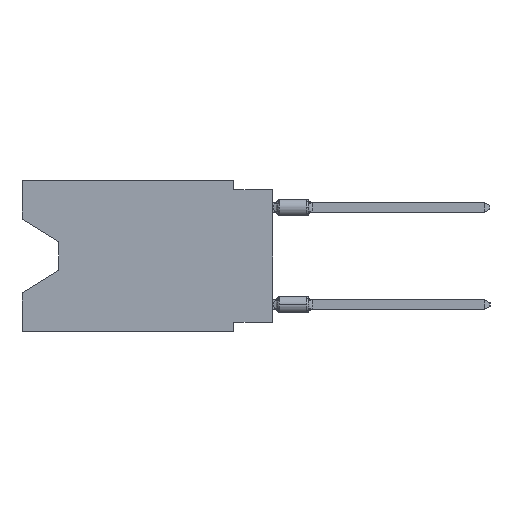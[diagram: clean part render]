
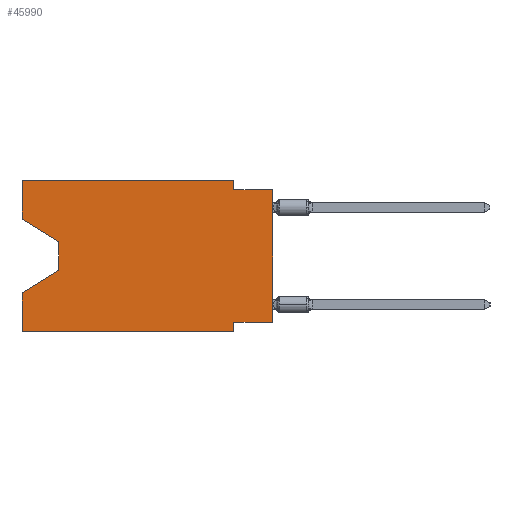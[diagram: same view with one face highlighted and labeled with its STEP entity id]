
A CAD part, left-side view. The second image highlights one B-rep face of the part: STEP entity #45990.
In plain terms, the highlighted planar face has unit normal (-1, 0, 0).
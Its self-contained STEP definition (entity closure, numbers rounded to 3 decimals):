
#443 = VECTOR ( 'NONE', #2437, 1000. ) ;
#913 = CARTESIAN_POINT ( 'NONE',  ( 0., 0., -0.635 ) ) ;
#1995 = CARTESIAN_POINT ( 'NONE',  ( 0., 0., -0.635 ) ) ;
#2243 = EDGE_CURVE ( 'NONE', #50914, #25780, #16136, .T. ) ;
#2437 = DIRECTION ( 'NONE',  ( 0., 0.855, -0.519 ) ) ;
#4443 = ORIENTED_EDGE ( 'NONE', *, *, #22968, .F. ) ;
#4782 = LINE ( 'NONE', #34284, #23807 ) ;
#4795 = VERTEX_POINT ( 'NONE', #44383 ) ;
#5098 = VECTOR ( 'NONE', #17178, 1000. ) ;
#5155 = CARTESIAN_POINT ( 'NONE',  ( 0., 16.383, -2.546 ) ) ;
#7473 = CARTESIAN_POINT ( 'NONE',  ( 0., 2.54, 0. ) ) ;
#8341 = ORIENTED_EDGE ( 'NONE', *, *, #51997, .F. ) ;
#9500 = DIRECTION ( 'NONE',  ( 0., 0., 1. ) ) ;
#10404 = ORIENTED_EDGE ( 'NONE', *, *, #21895, .T. ) ;
#11478 = ORIENTED_EDGE ( 'NONE', *, *, #28840, .T. ) ;
#11919 = DIRECTION ( 'NONE',  ( 0., 0., -1. ) ) ;
#12391 = VECTOR ( 'NONE', #52248, 1000. ) ;
#12482 = CARTESIAN_POINT ( 'NONE',  ( 0., 0., 0. ) ) ;
#12620 = DIRECTION ( 'NONE',  ( 0., 1., 0. ) ) ;
#12891 = PLANE ( 'NONE',  #42159 ) ;
#13191 = VERTEX_POINT ( 'NONE', #43467 ) ;
#13452 = DIRECTION ( 'NONE',  ( 0., -1., 0. ) ) ;
#14147 = VECTOR ( 'NONE', #25537, 1000. ) ;
#14969 = VECTOR ( 'NONE', #12620, 1000. ) ;
#15288 = CARTESIAN_POINT ( 'NONE',  ( 0., 13.97, -4.013 ) ) ;
#16136 = LINE ( 'NONE', #24755, #22721 ) ;
#17178 = DIRECTION ( 'NONE',  ( 0., 0., 1. ) ) ;
#17896 = FACE_OUTER_BOUND ( 'NONE', #26470, .T. ) ;
#18219 = DIRECTION ( 'NONE',  ( 0., -0.855, -0.519 ) ) ;
#18537 = VERTEX_POINT ( 'NONE', #1995 ) ;
#19716 = LINE ( 'NONE', #50056, #50548 ) ;
#20214 = VERTEX_POINT ( 'NONE', #15288 ) ;
#20518 = LINE ( 'NONE', #28595, #31389 ) ;
#20926 = ORIENTED_EDGE ( 'NONE', *, *, #52801, .F. ) ;
#20948 = CARTESIAN_POINT ( 'NONE',  ( 0., 0., -9.271 ) ) ;
#20960 = EDGE_CURVE ( 'NONE', #25645, #18537, #47967, .T. ) ;
#21818 = VECTOR ( 'NONE', #13452, 1000. ) ;
#21895 = EDGE_CURVE ( 'NONE', #13191, #20214, #48568, .T. ) ;
#21964 = ORIENTED_EDGE ( 'NONE', *, *, #44553, .F. ) ;
#22052 = CARTESIAN_POINT ( 'NONE',  ( 0., 16.383, 0. ) ) ;
#22352 = EDGE_CURVE ( 'NONE', #20214, #43620, #39739, .T. ) ;
#22721 = VECTOR ( 'NONE', #41761, 1000. ) ;
#22796 = CARTESIAN_POINT ( 'NONE',  ( 0., 2.54, -9.906 ) ) ;
#22968 = EDGE_CURVE ( 'NONE', #4795, #38118, #36872, .T. ) ;
#23807 = VECTOR ( 'NONE', #9500, 1000. ) ;
#24140 = DIRECTION ( 'NONE',  ( 0., 0., -1. ) ) ;
#24755 = CARTESIAN_POINT ( 'NONE',  ( 0., 16.383, -9.906 ) ) ;
#25003 = CARTESIAN_POINT ( 'NONE',  ( 0., 16.383, -7.36 ) ) ;
#25537 = DIRECTION ( 'NONE',  ( 0., 0., 1. ) ) ;
#25645 = VERTEX_POINT ( 'NONE', #50165 ) ;
#25780 = VERTEX_POINT ( 'NONE', #22796 ) ;
#26394 = CARTESIAN_POINT ( 'NONE',  ( 0., 2.54, -9.271 ) ) ;
#26470 = EDGE_LOOP ( 'NONE', ( #10404, #53694, #36467, #8341, #49433, #20926, #4443, #11478, #49453, #21964, #34691, #50076 ) ) ;
#28595 = CARTESIAN_POINT ( 'NONE',  ( 0., 2.54, 0. ) ) ;
#28840 = EDGE_CURVE ( 'NONE', #4795, #18537, #37832, .T. ) ;
#29870 = DIRECTION ( 'NONE',  ( 0., 0., -1. ) ) ;
#30438 = DIRECTION ( 'NONE',  ( 1., 0., 0. ) ) ;
#31205 = CARTESIAN_POINT ( 'NONE',  ( 0., 16.383, -9.906 ) ) ;
#31389 = VECTOR ( 'NONE', #24140, 1000. ) ;
#34284 = CARTESIAN_POINT ( 'NONE',  ( 0., 16.383, 0. ) ) ;
#34691 = ORIENTED_EDGE ( 'NONE', *, *, #47884, .F. ) ;
#35494 = VECTOR ( 'NONE', #18219, 1000. ) ;
#35996 = DIRECTION ( 'NONE',  ( 0., -1., 0. ) ) ;
#36215 = CARTESIAN_POINT ( 'NONE',  ( 0., 16.383, 0. ) ) ;
#36467 = ORIENTED_EDGE ( 'NONE', *, *, #47120, .T. ) ;
#36687 = LINE ( 'NONE', #45863, #443 ) ;
#36872 = LINE ( 'NONE', #20948, #14969 ) ;
#37382 = VERTEX_POINT ( 'NONE', #25003 ) ;
#37832 = LINE ( 'NONE', #12482, #14147 ) ;
#38118 = VERTEX_POINT ( 'NONE', #26394 ) ;
#38253 = CARTESIAN_POINT ( 'NONE',  ( 0., 16.383, 0. ) ) ;
#38504 = EDGE_CURVE ( 'NONE', #13191, #40567, #46970, .T. ) ;
#39739 = LINE ( 'NONE', #52544, #12391 ) ;
#40567 = VERTEX_POINT ( 'NONE', #22052 ) ;
#41761 = DIRECTION ( 'NONE',  ( 0., -1., 0. ) ) ;
#42159 = AXIS2_PLACEMENT_3D ( 'NONE', #38253, #30438, #29870 ) ;
#43467 = CARTESIAN_POINT ( 'NONE',  ( 0., 16.383, -2.546 ) ) ;
#43620 = VERTEX_POINT ( 'NONE', #53527 ) ;
#44383 = CARTESIAN_POINT ( 'NONE',  ( 0., 0., -9.271 ) ) ;
#44553 = EDGE_CURVE ( 'NONE', #52729, #25645, #20518, .T. ) ;
#45863 = CARTESIAN_POINT ( 'NONE',  ( 0., 13.97, -5.893 ) ) ;
#45990 = ADVANCED_FACE ( 'NONE', ( #17896 ), #12891, .F. ) ;
#46970 = LINE ( 'NONE', #51416, #5098 ) ;
#47120 = EDGE_CURVE ( 'NONE', #43620, #37382, #36687, .T. ) ;
#47779 = VECTOR ( 'NONE', #35996, 1000. ) ;
#47884 = EDGE_CURVE ( 'NONE', #40567, #52729, #49015, .T. ) ;
#47967 = LINE ( 'NONE', #913, #47779 ) ;
#48568 = LINE ( 'NONE', #5155, #35494 ) ;
#49015 = LINE ( 'NONE', #36215, #21818 ) ;
#49433 = ORIENTED_EDGE ( 'NONE', *, *, #2243, .T. ) ;
#49453 = ORIENTED_EDGE ( 'NONE', *, *, #20960, .F. ) ;
#50056 = CARTESIAN_POINT ( 'NONE',  ( 0., 2.54, -9.906 ) ) ;
#50076 = ORIENTED_EDGE ( 'NONE', *, *, #38504, .F. ) ;
#50165 = CARTESIAN_POINT ( 'NONE',  ( 0., 2.54, -0.635 ) ) ;
#50548 = VECTOR ( 'NONE', #11919, 1000. ) ;
#50914 = VERTEX_POINT ( 'NONE', #31205 ) ;
#51416 = CARTESIAN_POINT ( 'NONE',  ( 0., 16.383, 0. ) ) ;
#51997 = EDGE_CURVE ( 'NONE', #50914, #37382, #4782, .T. ) ;
#52248 = DIRECTION ( 'NONE',  ( 0., 0., -1. ) ) ;
#52544 = CARTESIAN_POINT ( 'NONE',  ( 0., 13.97, -4.013 ) ) ;
#52729 = VERTEX_POINT ( 'NONE', #7473 ) ;
#52801 = EDGE_CURVE ( 'NONE', #38118, #25780, #19716, .T. ) ;
#53527 = CARTESIAN_POINT ( 'NONE',  ( 0., 13.97, -5.893 ) ) ;
#53694 = ORIENTED_EDGE ( 'NONE', *, *, #22352, .T. ) ;
